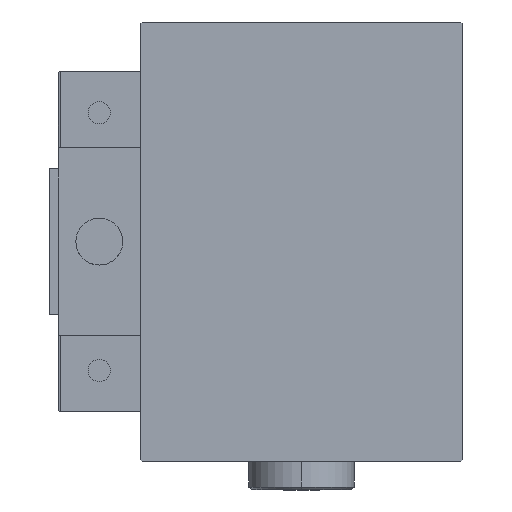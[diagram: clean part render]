
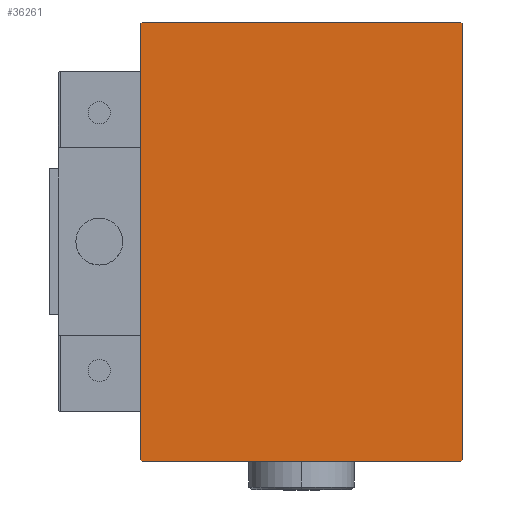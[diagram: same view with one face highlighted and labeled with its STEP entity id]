
A CAD part, left-side view. The second image highlights one B-rep face of the part: STEP entity #36261.
In plain terms, the highlighted face is planar.
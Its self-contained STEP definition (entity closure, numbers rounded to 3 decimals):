
#384 = DIRECTION ( 'NONE',  ( 0., 0., -1. ) ) ;
#1488 = VERTEX_POINT ( 'NONE', #3932 ) ;
#3306 = CARTESIAN_POINT ( 'NONE',  ( 135., 27.5, -37.5 ) ) ;
#3932 = CARTESIAN_POINT ( 'NONE',  ( 135., -27.2, 37.5 ) ) ;
#3988 = CARTESIAN_POINT ( 'NONE',  ( 135., -27.2, -37.5 ) ) ;
#4000 = LINE ( 'NONE', #20322, #23842 ) ;
#5276 = CARTESIAN_POINT ( 'NONE',  ( 135., -27.5, -37.2 ) ) ;
#5958 = CARTESIAN_POINT ( 'NONE',  ( 135., 27.5, 37.2 ) ) ;
#6505 = VERTEX_POINT ( 'NONE', #24305 ) ;
#6529 = LINE ( 'NONE', #26994, #17808 ) ;
#7221 = CARTESIAN_POINT ( 'NONE',  ( 135., 27.5, -37.2 ) ) ;
#7297 = VECTOR ( 'NONE', #27479, 1000. ) ;
#8112 = ORIENTED_EDGE ( 'NONE', *, *, #11502, .T. ) ;
#9175 = VECTOR ( 'NONE', #32082, 1000. ) ;
#10248 = DIRECTION ( 'NONE',  ( 0., -0.707, 0.707 ) ) ;
#11190 = DIRECTION ( 'NONE',  ( 0., 0.707, 0.707 ) ) ;
#11502 = EDGE_CURVE ( 'NONE', #26219, #40311, #6529, .T. ) ;
#12640 = CARTESIAN_POINT ( 'NONE',  ( 135., -32.35, 32.35 ) ) ;
#12743 = CARTESIAN_POINT ( 'NONE',  ( 135., -27.5, 37.2 ) ) ;
#14306 = VERTEX_POINT ( 'NONE', #5276 ) ;
#15462 = ORIENTED_EDGE ( 'NONE', *, *, #25736, .T. ) ;
#17598 = DIRECTION ( 'NONE',  ( 0., -1., 0. ) ) ;
#17732 = VERTEX_POINT ( 'NONE', #5958 ) ;
#17808 = VECTOR ( 'NONE', #11190, 1000. ) ;
#18270 = EDGE_CURVE ( 'NONE', #18655, #14306, #4000, .T. ) ;
#18349 = DIRECTION ( 'NONE',  ( 0., 0., 1. ) ) ;
#18655 = VERTEX_POINT ( 'NONE', #12743 ) ;
#19290 = EDGE_CURVE ( 'NONE', #45037, #26219, #33908, .T. ) ;
#19593 = ORIENTED_EDGE ( 'NONE', *, *, #37919, .T. ) ;
#20074 = PLANE ( 'NONE',  #26346 ) ;
#20322 = CARTESIAN_POINT ( 'NONE',  ( 135., -27.5, 37.5 ) ) ;
#21420 = VECTOR ( 'NONE', #17598, 1000. ) ;
#22081 = ORIENTED_EDGE ( 'NONE', *, *, #36724, .T. ) ;
#22123 = LINE ( 'NONE', #12640, #9175 ) ;
#22758 = LINE ( 'NONE', #3306, #48639 ) ;
#22950 = LINE ( 'NONE', #45494, #38035 ) ;
#23842 = VECTOR ( 'NONE', #32509, 1000. ) ;
#24305 = CARTESIAN_POINT ( 'NONE',  ( 135., 27.2, 37.5 ) ) ;
#25621 = LINE ( 'NONE', #40668, #21420 ) ;
#25736 = EDGE_CURVE ( 'NONE', #17732, #6505, #22950, .T. ) ;
#26219 = VERTEX_POINT ( 'NONE', #32958 ) ;
#26346 = AXIS2_PLACEMENT_3D ( 'NONE', #35882, #36395, #384 ) ;
#26994 = CARTESIAN_POINT ( 'NONE',  ( 135., 32.35, -32.35 ) ) ;
#27479 = DIRECTION ( 'NONE',  ( 0., 0.707, -0.707 ) ) ;
#27912 = EDGE_CURVE ( 'NONE', #1488, #18655, #22123, .T. ) ;
#30535 = CARTESIAN_POINT ( 'NONE',  ( 135., -27.5, -37.5 ) ) ;
#32082 = DIRECTION ( 'NONE',  ( 0., -0.707, -0.707 ) ) ;
#32509 = DIRECTION ( 'NONE',  ( 0., 0., -1. ) ) ;
#32958 = CARTESIAN_POINT ( 'NONE',  ( 135., 27.2, -37.5 ) ) ;
#33908 = LINE ( 'NONE', #30535, #47882 ) ;
#35101 = EDGE_CURVE ( 'NONE', #40311, #17732, #22758, .T. ) ;
#35882 = CARTESIAN_POINT ( 'NONE',  ( 135., 0., 0. ) ) ;
#36261 = ADVANCED_FACE ( 'NONE', ( #39771 ), #20074, .T. ) ;
#36395 = DIRECTION ( 'NONE',  ( 1., 0., 0. ) ) ;
#36724 = EDGE_CURVE ( 'NONE', #14306, #45037, #39137, .T. ) ;
#37919 = EDGE_CURVE ( 'NONE', #6505, #1488, #25621, .T. ) ;
#38035 = VECTOR ( 'NONE', #10248, 1000. ) ;
#38271 = EDGE_LOOP ( 'NONE', ( #43234, #8112, #43970, #15462, #19593, #44664, #50121, #22081 ) ) ;
#39137 = LINE ( 'NONE', #43534, #7297 ) ;
#39771 = FACE_OUTER_BOUND ( 'NONE', #38271, .T. ) ;
#40311 = VERTEX_POINT ( 'NONE', #7221 ) ;
#40668 = CARTESIAN_POINT ( 'NONE',  ( 135., 27.5, 37.5 ) ) ;
#43234 = ORIENTED_EDGE ( 'NONE', *, *, #19290, .T. ) ;
#43534 = CARTESIAN_POINT ( 'NONE',  ( 135., -32.35, -32.35 ) ) ;
#43970 = ORIENTED_EDGE ( 'NONE', *, *, #35101, .T. ) ;
#44664 = ORIENTED_EDGE ( 'NONE', *, *, #27912, .T. ) ;
#45037 = VERTEX_POINT ( 'NONE', #3988 ) ;
#45494 = CARTESIAN_POINT ( 'NONE',  ( 135., 32.35, 32.35 ) ) ;
#46070 = DIRECTION ( 'NONE',  ( 0., 1., 0. ) ) ;
#47882 = VECTOR ( 'NONE', #46070, 1000. ) ;
#48639 = VECTOR ( 'NONE', #18349, 1000. ) ;
#50121 = ORIENTED_EDGE ( 'NONE', *, *, #18270, .T. ) ;
